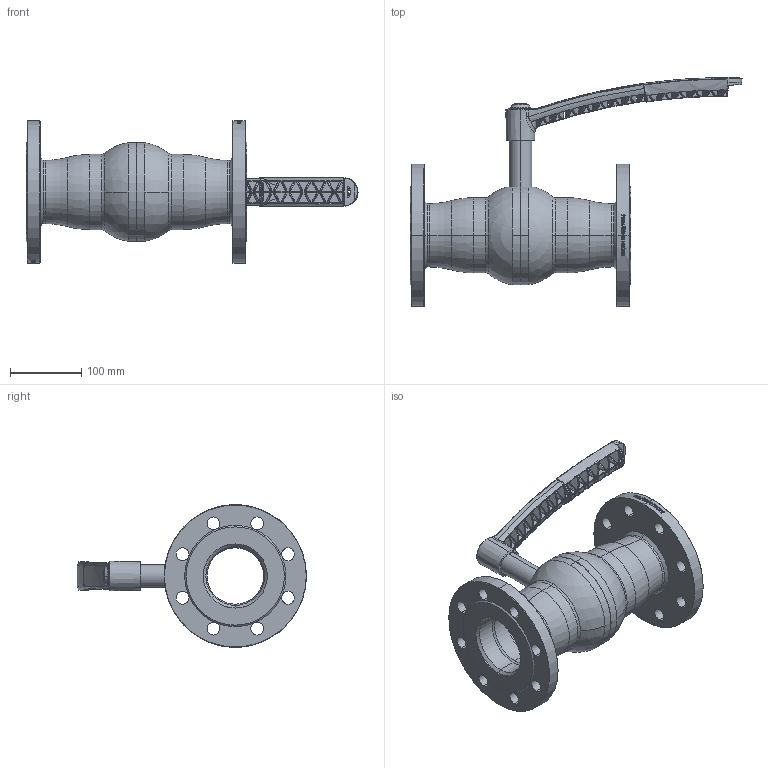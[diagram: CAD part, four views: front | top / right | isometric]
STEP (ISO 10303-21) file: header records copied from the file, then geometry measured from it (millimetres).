
FILE_DESCRIPTION (( 'STEP AP214' ), '1' );
FILE_NAME ('8600416080 010.step', '2025-05-29T08:17:41', ( '' ), ( '' ), 'SwSTEP 2.0', 'SolidWorks 2023', '' );
FILE_SCHEMA (( 'AUTOMOTIVE_DESIGN' ));
Products named in the file (1): 8600416080 010
Bounding box: 465.92 x 321.48 x 200 mm (x, y, z)
Surface area: 380194 mm2 (no closed solid volume)
Topology: 0 solids, 47 shells, 900 faces, 3904 edges, 2924 vertices
Faces by surface type: bspline 388, plane 224, cylinder 168, cone 86, torus 27, sphere 7
Entity records: 79603 total; most frequent: CARTESIAN_POINT 55012, ORIENTED_EDGE 5253, EDGE_CURVE 3884, DIRECTION 3233, VERTEX_POINT 2924, B_SPLINE_CURVE_WITH_KNOTS 2213, AXIS2_PLACEMENT_3D 1243, EDGE_LOOP 1039
